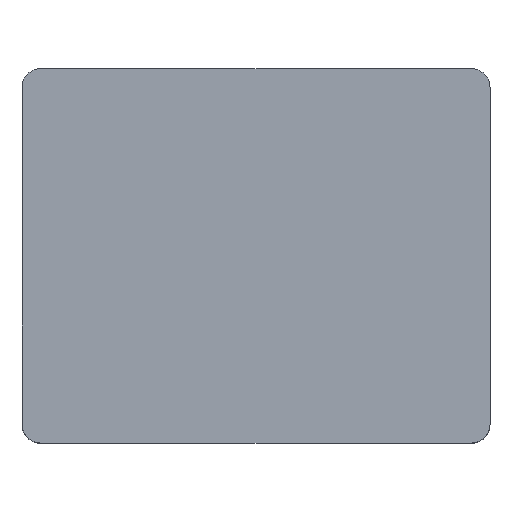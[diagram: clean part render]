
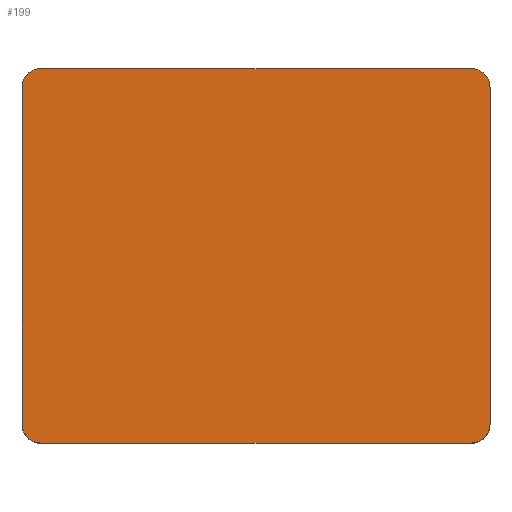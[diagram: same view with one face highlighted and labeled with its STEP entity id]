
A CAD part, top view. The second image highlights one B-rep face of the part: STEP entity #199.
In plain terms, the highlighted planar face has unit normal (0, 0, 1).
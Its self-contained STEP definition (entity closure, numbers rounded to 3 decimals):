
#43 = EDGE_CURVE('',#44,#46,#48,.T.);
#44 = VERTEX_POINT('',#45);
#45 = CARTESIAN_POINT('',(1.25,-0.9,0.05));
#46 = VERTEX_POINT('',#47);
#47 = CARTESIAN_POINT('',(1.25,0.9,0.05));
#48 = LINE('',#49,#50);
#49 = CARTESIAN_POINT('',(1.25,1.,0.05));
#50 = VECTOR('',#51,1.);
#51 = DIRECTION('',(0.,1.,0.));
#94 = VERTEX_POINT('',#95);
#95 = CARTESIAN_POINT('',(-1.15,1.,0.05));
#101 = EDGE_CURVE('',#102,#94,#104,.T.);
#102 = VERTEX_POINT('',#103);
#103 = CARTESIAN_POINT('',(1.15,1.,0.05));
#104 = LINE('',#105,#106);
#105 = CARTESIAN_POINT('',(-1.25,1.,0.05));
#106 = VECTOR('',#107,1.);
#107 = DIRECTION('',(-1.,0.,0.));
#123 = EDGE_CURVE('',#124,#126,#128,.T.);
#124 = VERTEX_POINT('',#125);
#125 = CARTESIAN_POINT('',(-1.25,0.9,0.05));
#126 = VERTEX_POINT('',#127);
#127 = CARTESIAN_POINT('',(-1.25,-0.9,0.05));
#128 = LINE('',#129,#130);
#129 = CARTESIAN_POINT('',(-1.25,1.,0.05));
#130 = VECTOR('',#131,1.);
#131 = DIRECTION('',(0.,-1.,0.));
#163 = EDGE_CURVE('',#164,#166,#168,.T.);
#164 = VERTEX_POINT('',#165);
#165 = CARTESIAN_POINT('',(-1.15,-1.,0.05));
#166 = VERTEX_POINT('',#167);
#167 = CARTESIAN_POINT('',(1.15,-1.,0.05));
#168 = LINE('',#169,#170);
#169 = CARTESIAN_POINT('',(-1.25,-1.,0.05));
#170 = VECTOR('',#171,1.);
#171 = DIRECTION('',(1.,0.,0.));
#199 = ADVANCED_FACE('',(#200),#234,.T.);
#200 = FACE_BOUND('',#201,.T.);
#201 = EDGE_LOOP('',(#202,#203,#210,#211,#218,#219,#226,#227));
#202 = ORIENTED_EDGE('',*,*,#101,.T.);
#203 = ORIENTED_EDGE('',*,*,#204,.T.);
#204 = EDGE_CURVE('',#94,#124,#205,.T.);
#205 = CIRCLE('',#206,0.1);
#206 = AXIS2_PLACEMENT_3D('',#207,#208,#209);
#207 = CARTESIAN_POINT('',(-1.15,0.9,0.05));
#208 = DIRECTION('',(0.,0.,1.));
#209 = DIRECTION('',(1.,0.,-0.));
#210 = ORIENTED_EDGE('',*,*,#123,.T.);
#211 = ORIENTED_EDGE('',*,*,#212,.T.);
#212 = EDGE_CURVE('',#126,#164,#213,.T.);
#213 = CIRCLE('',#214,0.1);
#214 = AXIS2_PLACEMENT_3D('',#215,#216,#217);
#215 = CARTESIAN_POINT('',(-1.15,-0.9,0.05));
#216 = DIRECTION('',(0.,0.,1.));
#217 = DIRECTION('',(1.,0.,-0.));
#218 = ORIENTED_EDGE('',*,*,#163,.T.);
#219 = ORIENTED_EDGE('',*,*,#220,.T.);
#220 = EDGE_CURVE('',#166,#44,#221,.T.);
#221 = CIRCLE('',#222,0.1);
#222 = AXIS2_PLACEMENT_3D('',#223,#224,#225);
#223 = CARTESIAN_POINT('',(1.15,-0.9,0.05));
#224 = DIRECTION('',(0.,0.,1.));
#225 = DIRECTION('',(1.,0.,-0.));
#226 = ORIENTED_EDGE('',*,*,#43,.T.);
#227 = ORIENTED_EDGE('',*,*,#228,.T.);
#228 = EDGE_CURVE('',#46,#102,#229,.T.);
#229 = CIRCLE('',#230,0.1);
#230 = AXIS2_PLACEMENT_3D('',#231,#232,#233);
#231 = CARTESIAN_POINT('',(1.15,0.9,0.05));
#232 = DIRECTION('',(0.,0.,1.));
#233 = DIRECTION('',(1.,0.,-0.));
#234 = PLANE('',#235);
#235 = AXIS2_PLACEMENT_3D('',#236,#237,#238);
#236 = CARTESIAN_POINT('',(0.,0.,0.05));
#237 = DIRECTION('',(0.,0.,1.));
#238 = DIRECTION('',(1.,0.,-0.));
